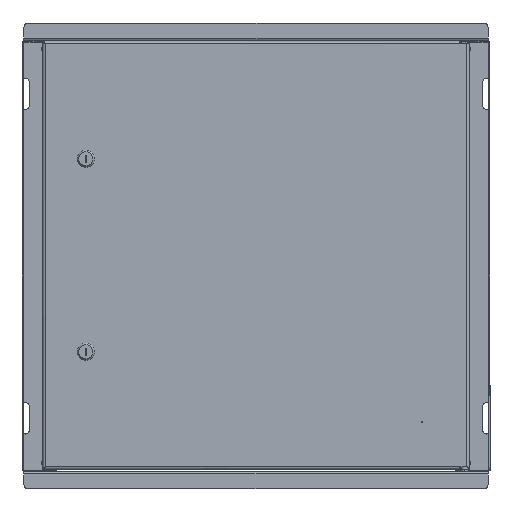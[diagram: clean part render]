
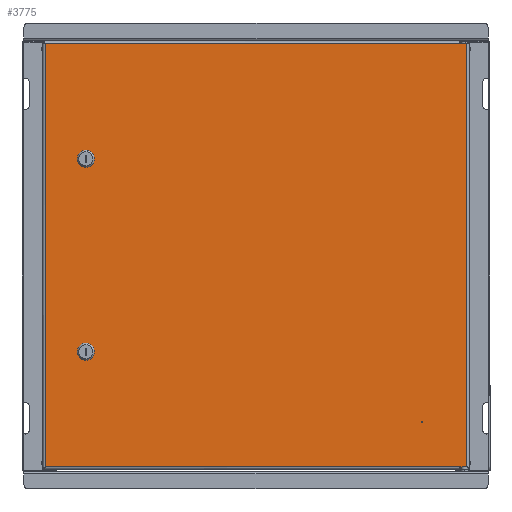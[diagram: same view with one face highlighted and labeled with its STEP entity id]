
A CAD part, top view. The second image highlights one B-rep face of the part: STEP entity #3775.
In plain terms, the highlighted planar face has unit normal (0, 0, 1).
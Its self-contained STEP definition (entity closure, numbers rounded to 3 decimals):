
#84 = EDGE_CURVE ( 'NONE', #10382, #16345, #1435, .T. ) ;
#85 = VERTEX_POINT ( 'NONE', #7832 ) ;
#383 = ORIENTED_EDGE ( 'NONE', *, *, #13707, .F. ) ;
#512 = LINE ( 'NONE', #13391, #9757 ) ;
#596 = VERTEX_POINT ( 'NONE', #6886 ) ;
#942 = EDGE_CURVE ( 'NONE', #11440, #16284, #10347, .T. ) ;
#1081 = VERTEX_POINT ( 'NONE', #8335 ) ;
#1425 = CARTESIAN_POINT ( 'NONE',  ( -268.9, 271.788, 0. ) ) ;
#1435 = LINE ( 'NONE', #9146, #5360 ) ;
#1448 = CARTESIAN_POINT ( 'NONE',  ( 212., -213., 0. ) ) ;
#1684 = DIRECTION ( 'NONE',  ( 0., 0., 1. ) ) ;
#1806 = CARTESIAN_POINT ( 'NONE',  ( -268.9, -269.9, 0. ) ) ;
#1840 = CARTESIAN_POINT ( 'NONE',  ( 268.9, -269.9, 0. ) ) ;
#1911 = CARTESIAN_POINT ( 'NONE',  ( -217., -123., 0. ) ) ;
#2101 = DIRECTION ( 'NONE',  ( 0., -1., 0. ) ) ;
#2274 = CARTESIAN_POINT ( 'NONE',  ( -208.75, 118.29, 0. ) ) ;
#2421 = DIRECTION ( 'NONE',  ( 1., 0., 0. ) ) ;
#2557 = EDGE_CURVE ( 'NONE', #1081, #11440, #512, .T. ) ;
#2582 = DIRECTION ( 'NONE',  ( 0., 1., 0. ) ) ;
#2588 = EDGE_CURVE ( 'NONE', #5510, #12174, #9882, .T. ) ;
#2593 = VECTOR ( 'NONE', #5337, 1000. ) ;
#2780 = ORIENTED_EDGE ( 'NONE', *, *, #942, .T. ) ;
#2929 = DIRECTION ( 'NONE',  ( 0., 1., 0. ) ) ;
#3055 = LINE ( 'NONE', #14695, #14773 ) ;
#3115 = EDGE_CURVE ( 'NONE', #12174, #4129, #13154, .T. ) ;
#3192 = VERTEX_POINT ( 'NONE', #10773 ) ;
#3377 = EDGE_CURVE ( 'NONE', #14530, #12539, #11778, .T. ) ;
#3412 = DIRECTION ( 'NONE',  ( 0., 0., -1. ) ) ;
#3474 = VECTOR ( 'NONE', #5413, 1000. ) ;
#3635 = ORIENTED_EDGE ( 'NONE', *, *, #3115, .F. ) ;
#3775 = ADVANCED_FACE ( 'NONE', ( #16736, #4842, #6303, #16914 ), #12820, .T. ) ;
#4129 = VERTEX_POINT ( 'NONE', #16718 ) ;
#4255 = DIRECTION ( 'NONE',  ( 1., 0., 0. ) ) ;
#4311 = DIRECTION ( 'NONE',  ( 1., 0., 0. ) ) ;
#4313 = AXIS2_PLACEMENT_3D ( 'NONE', #1911, #12388, #7241 ) ;
#4568 = CIRCLE ( 'NONE', #6749, 9.5 ) ;
#4684 = CARTESIAN_POINT ( 'NONE',  ( -208.75, -127.71, 0. ) ) ;
#4842 = FACE_BOUND ( 'NONE', #12886, .T. ) ;
#4937 = CARTESIAN_POINT ( 'NONE',  ( 0., 0., 0. ) ) ;
#5121 = VECTOR ( 'NONE', #4255, 1000. ) ;
#5337 = DIRECTION ( 'NONE',  ( -1., 0., 0. ) ) ;
#5360 = VECTOR ( 'NONE', #2582, 1000. ) ;
#5413 = DIRECTION ( 'NONE',  ( 0., -1., 0. ) ) ;
#5510 = VERTEX_POINT ( 'NONE', #5911 ) ;
#5651 = DIRECTION ( 'NONE',  ( 1., 0., 0. ) ) ;
#5752 = CARTESIAN_POINT ( 'NONE',  ( -208.75, 127.71, 0. ) ) ;
#5809 = DIRECTION ( 'NONE',  ( -1., 0., 0. ) ) ;
#5911 = CARTESIAN_POINT ( 'NONE',  ( -225.25, 127.71, 0. ) ) ;
#5921 = AXIS2_PLACEMENT_3D ( 'NONE', #12250, #15483, #12957 ) ;
#6266 = DIRECTION ( 'NONE',  ( 1., 0., 0. ) ) ;
#6303 = FACE_OUTER_BOUND ( 'NONE', #9250, .T. ) ;
#6448 = ORIENTED_EDGE ( 'NONE', *, *, #2557, .T. ) ;
#6511 = ORIENTED_EDGE ( 'NONE', *, *, #9071, .T. ) ;
#6744 = VECTOR ( 'NONE', #7521, 1000. ) ;
#6749 = AXIS2_PLACEMENT_3D ( 'NONE', #15741, #16774, #10150 ) ;
#6816 = ORIENTED_EDGE ( 'NONE', *, *, #3377, .T. ) ;
#6826 = VERTEX_POINT ( 'NONE', #5752 ) ;
#6886 = CARTESIAN_POINT ( 'NONE',  ( 211.5, -213., 0. ) ) ;
#7236 = ORIENTED_EDGE ( 'NONE', *, *, #9392, .F. ) ;
#7241 = DIRECTION ( 'NONE',  ( 1., 0., 0. ) ) ;
#7521 = DIRECTION ( 'NONE',  ( 0., 1., 0. ) ) ;
#7694 = EDGE_LOOP ( 'NONE', ( #12935, #383 ) ) ;
#7740 = LINE ( 'NONE', #12799, #10897 ) ;
#7778 = CARTESIAN_POINT ( 'NONE',  ( 260., -269.9, 0. ) ) ;
#7832 = CARTESIAN_POINT ( 'NONE',  ( 212.5, -213., 0. ) ) ;
#8335 = CARTESIAN_POINT ( 'NONE',  ( 260., 269.9, 0. ) ) ;
#8378 = EDGE_CURVE ( 'NONE', #9289, #10382, #7740, .T. ) ;
#8627 = ORIENTED_EDGE ( 'NONE', *, *, #2588, .F. ) ;
#8769 = VERTEX_POINT ( 'NONE', #15038 ) ;
#8920 = EDGE_CURVE ( 'NONE', #6826, #5510, #4568, .T. ) ;
#8944 = CARTESIAN_POINT ( 'NONE',  ( -217., -123., 0. ) ) ;
#9020 = AXIS2_PLACEMENT_3D ( 'NONE', #4937, #11593, #2421 ) ;
#9071 = EDGE_CURVE ( 'NONE', #16284, #9289, #14518, .T. ) ;
#9146 = CARTESIAN_POINT ( 'NONE',  ( 268.9, -271.788, 0. ) ) ;
#9217 = LINE ( 'NONE', #9466, #2593 ) ;
#9239 = DIRECTION ( 'NONE',  ( 0., 0., 1. ) ) ;
#9250 = EDGE_LOOP ( 'NONE', ( #2780, #6511, #11384, #12239, #14214, #6448 ) ) ;
#9289 = VERTEX_POINT ( 'NONE', #7778 ) ;
#9392 = EDGE_CURVE ( 'NONE', #4129, #6826, #14170, .T. ) ;
#9420 = EDGE_CURVE ( 'NONE', #12539, #8769, #14988, .T. ) ;
#9462 = VECTOR ( 'NONE', #2101, 1000. ) ;
#9466 = CARTESIAN_POINT ( 'NONE',  ( 270.788, 269.9, 0. ) ) ;
#9634 = CARTESIAN_POINT ( 'NONE',  ( -268.9, 269.9, 0. ) ) ;
#9661 = AXIS2_PLACEMENT_3D ( 'NONE', #13743, #1684, #5651 ) ;
#9757 = VECTOR ( 'NONE', #5809, 1000. ) ;
#9882 = LINE ( 'NONE', #14082, #9462 ) ;
#10150 = DIRECTION ( 'NONE',  ( 1., 0., 0. ) ) ;
#10164 = ORIENTED_EDGE ( 'NONE', *, *, #15687, .T. ) ;
#10347 = LINE ( 'NONE', #1425, #3474 ) ;
#10382 = VERTEX_POINT ( 'NONE', #1840 ) ;
#10773 = CARTESIAN_POINT ( 'NONE',  ( -208.75, -118.29, 0. ) ) ;
#10897 = VECTOR ( 'NONE', #13141, 1000. ) ;
#11384 = ORIENTED_EDGE ( 'NONE', *, *, #8378, .T. ) ;
#11440 = VERTEX_POINT ( 'NONE', #9634 ) ;
#11575 = CARTESIAN_POINT ( 'NONE',  ( -225.25, -127.71, 0. ) ) ;
#11593 = DIRECTION ( 'NONE',  ( 0., 0., 1. ) ) ;
#11778 = CIRCLE ( 'NONE', #4313, 9.5 ) ;
#12169 = ORIENTED_EDGE ( 'NONE', *, *, #9420, .T. ) ;
#12174 = VERTEX_POINT ( 'NONE', #15873 ) ;
#12233 = CARTESIAN_POINT ( 'NONE',  ( -270.788, -269.9, 0. ) ) ;
#12239 = ORIENTED_EDGE ( 'NONE', *, *, #84, .T. ) ;
#12250 = CARTESIAN_POINT ( 'NONE',  ( -217., 123., 0. ) ) ;
#12377 = CARTESIAN_POINT ( 'NONE',  ( 268.9, 269.9, 0. ) ) ;
#12388 = DIRECTION ( 'NONE',  ( 0., 0., -1. ) ) ;
#12539 = VERTEX_POINT ( 'NONE', #11575 ) ;
#12704 = ORIENTED_EDGE ( 'NONE', *, *, #16476, .T. ) ;
#12799 = CARTESIAN_POINT ( 'NONE',  ( -270.788, -269.9, 0. ) ) ;
#12820 = PLANE ( 'NONE',  #9020 ) ;
#12863 = EDGE_CURVE ( 'NONE', #596, #85, #17182, .T. ) ;
#12886 = EDGE_LOOP ( 'NONE', ( #16376, #7236, #3635, #8627 ) ) ;
#12935 = ORIENTED_EDGE ( 'NONE', *, *, #12863, .F. ) ;
#12957 = DIRECTION ( 'NONE',  ( 1., 0., 0. ) ) ;
#13119 = AXIS2_PLACEMENT_3D ( 'NONE', #8944, #3412, #6266 ) ;
#13141 = DIRECTION ( 'NONE',  ( 1., 0., 0. ) ) ;
#13154 = CIRCLE ( 'NONE', #5921, 9.5 ) ;
#13391 = CARTESIAN_POINT ( 'NONE',  ( 270.788, 269.9, 0. ) ) ;
#13678 = CIRCLE ( 'NONE', #13119, 9.5 ) ;
#13707 = EDGE_CURVE ( 'NONE', #85, #596, #14765, .T. ) ;
#13743 = CARTESIAN_POINT ( 'NONE',  ( 212., -213., 0. ) ) ;
#14082 = CARTESIAN_POINT ( 'NONE',  ( -225.25, 118.29, 0. ) ) ;
#14145 = EDGE_CURVE ( 'NONE', #16345, #1081, #9217, .T. ) ;
#14170 = LINE ( 'NONE', #2274, #6744 ) ;
#14214 = ORIENTED_EDGE ( 'NONE', *, *, #14145, .T. ) ;
#14518 = LINE ( 'NONE', #12233, #5121 ) ;
#14530 = VERTEX_POINT ( 'NONE', #4684 ) ;
#14695 = CARTESIAN_POINT ( 'NONE',  ( -208.75, -118.29, 0. ) ) ;
#14765 = CIRCLE ( 'NONE', #16989, 0.5 ) ;
#14771 = DIRECTION ( 'NONE',  ( 0., -1., 0. ) ) ;
#14773 = VECTOR ( 'NONE', #14771, 1000. ) ;
#14823 = VECTOR ( 'NONE', #2929, 1000. ) ;
#14988 = LINE ( 'NONE', #16383, #14823 ) ;
#15038 = CARTESIAN_POINT ( 'NONE',  ( -225.25, -118.29, 0. ) ) ;
#15483 = DIRECTION ( 'NONE',  ( 0., 0., 1. ) ) ;
#15687 = EDGE_CURVE ( 'NONE', #3192, #14530, #3055, .T. ) ;
#15741 = CARTESIAN_POINT ( 'NONE',  ( -217., 123., 0. ) ) ;
#15873 = CARTESIAN_POINT ( 'NONE',  ( -225.25, 118.29, 0. ) ) ;
#16256 = EDGE_LOOP ( 'NONE', ( #10164, #6816, #12169, #12704 ) ) ;
#16284 = VERTEX_POINT ( 'NONE', #1806 ) ;
#16345 = VERTEX_POINT ( 'NONE', #12377 ) ;
#16376 = ORIENTED_EDGE ( 'NONE', *, *, #8920, .F. ) ;
#16383 = CARTESIAN_POINT ( 'NONE',  ( -225.25, -118.29, 0. ) ) ;
#16476 = EDGE_CURVE ( 'NONE', #8769, #3192, #13678, .T. ) ;
#16718 = CARTESIAN_POINT ( 'NONE',  ( -208.75, 118.29, 0. ) ) ;
#16736 = FACE_BOUND ( 'NONE', #7694, .T. ) ;
#16774 = DIRECTION ( 'NONE',  ( 0., 0., 1. ) ) ;
#16914 = FACE_BOUND ( 'NONE', #16256, .T. ) ;
#16989 = AXIS2_PLACEMENT_3D ( 'NONE', #1448, #9239, #4311 ) ;
#17182 = CIRCLE ( 'NONE', #9661, 0.5 ) ;
